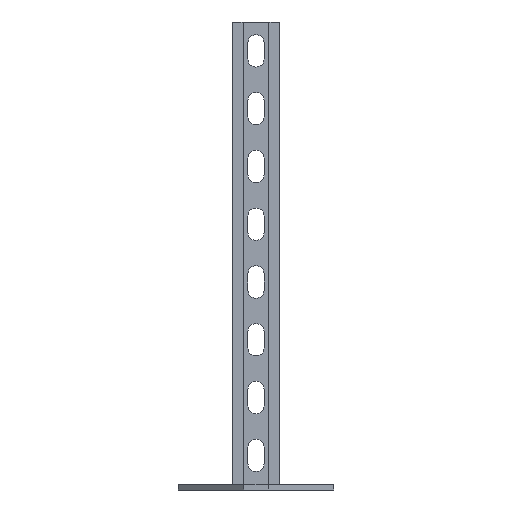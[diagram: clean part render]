
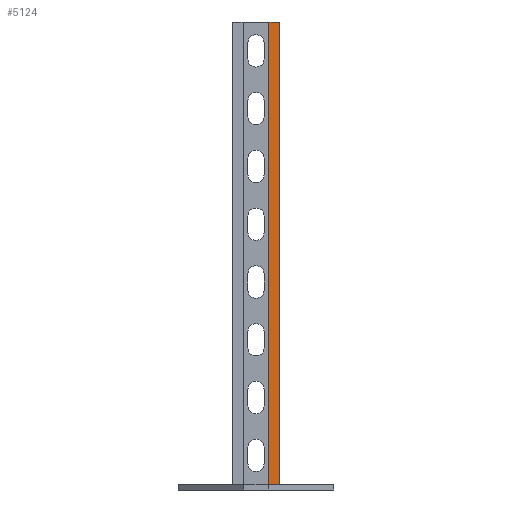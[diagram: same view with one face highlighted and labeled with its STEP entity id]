
A CAD part, front view. The second image highlights one B-rep face of the part: STEP entity #5124.
In plain terms, the highlighted face is planar.
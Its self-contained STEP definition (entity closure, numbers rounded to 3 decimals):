
#137 = VERTEX_POINT ( 'NONE', #1331 ) ;
#375 = CARTESIAN_POINT ( 'NONE',  ( -17.5, 41., 400. ) ) ;
#411 = CARTESIAN_POINT ( 'NONE',  ( -20.5, 41., 400. ) ) ;
#564 = EDGE_CURVE ( 'NONE', #3994, #591, #1895, .T. ) ;
#591 = VERTEX_POINT ( 'NONE', #725 ) ;
#619 = CARTESIAN_POINT ( 'NONE',  ( -17.5, 41., 0. ) ) ;
#662 = ORIENTED_EDGE ( 'NONE', *, *, #2528, .F. ) ;
#725 = CARTESIAN_POINT ( 'NONE',  ( -11., 41., 0. ) ) ;
#740 = CARTESIAN_POINT ( 'NONE',  ( -14., 41., 400. ) ) ;
#910 = LINE ( 'NONE', #5169, #2835 ) ;
#929 = VECTOR ( 'NONE', #5211, 1000. ) ;
#950 = DIRECTION ( 'NONE',  ( 1., 0., 0. ) ) ;
#1070 = ORIENTED_EDGE ( 'NONE', *, *, #4570, .F. ) ;
#1091 = EDGE_CURVE ( 'NONE', #5327, #137, #910, .T. ) ;
#1257 = ORIENTED_EDGE ( 'NONE', *, *, #4650, .T. ) ;
#1279 = ORIENTED_EDGE ( 'NONE', *, *, #6245, .T. ) ;
#1331 = CARTESIAN_POINT ( 'NONE',  ( -20.5, 41., 0. ) ) ;
#1617 = CARTESIAN_POINT ( 'NONE',  ( -11., 41., 400. ) ) ;
#1675 = ORIENTED_EDGE ( 'NONE', *, *, #3404, .F. ) ;
#1895 = LINE ( 'NONE', #1617, #4914 ) ;
#1911 = VERTEX_POINT ( 'NONE', #5511 ) ;
#1949 = LINE ( 'NONE', #411, #5829 ) ;
#2066 = VERTEX_POINT ( 'NONE', #6246 ) ;
#2123 = CARTESIAN_POINT ( 'NONE',  ( -14., 41., 0. ) ) ;
#2155 = CARTESIAN_POINT ( 'NONE',  ( -17.5, 41., 400. ) ) ;
#2180 = DIRECTION ( 'NONE',  ( 0., 0., -1. ) ) ;
#2216 = CARTESIAN_POINT ( 'NONE',  ( -17.5, 41., 0. ) ) ;
#2278 = DIRECTION ( 'NONE',  ( -1., 0., 0. ) ) ;
#2464 = ORIENTED_EDGE ( 'NONE', *, *, #1091, .T. ) ;
#2528 = EDGE_CURVE ( 'NONE', #1911, #2066, #5814, .T. ) ;
#2546 = LINE ( 'NONE', #2658, #929 ) ;
#2568 = EDGE_LOOP ( 'NONE', ( #1279, #2464, #4612, #662, #1070, #1257, #4760, #1675 ) ) ;
#2658 = CARTESIAN_POINT ( 'NONE',  ( -11., 41., 400. ) ) ;
#2661 = VECTOR ( 'NONE', #950, 1000. ) ;
#2751 = LINE ( 'NONE', #619, #6486 ) ;
#2835 = VECTOR ( 'NONE', #3703, 1000. ) ;
#2932 = AXIS2_PLACEMENT_3D ( 'NONE', #375, #4428, #5460 ) ;
#2933 = VECTOR ( 'NONE', #6157, 1000. ) ;
#3349 = VERTEX_POINT ( 'NONE', #740 ) ;
#3404 = EDGE_CURVE ( 'NONE', #5260, #591, #4506, .T. ) ;
#3482 = CARTESIAN_POINT ( 'NONE',  ( -17.5, 41., 0. ) ) ;
#3488 = FACE_OUTER_BOUND ( 'NONE', #2568, .T. ) ;
#3703 = DIRECTION ( 'NONE',  ( -1., 0., 0. ) ) ;
#3942 = PLANE ( 'NONE',  #2932 ) ;
#3968 = EDGE_CURVE ( 'NONE', #2066, #137, #1949, .T. ) ;
#3994 = VERTEX_POINT ( 'NONE', #4456 ) ;
#4428 = DIRECTION ( 'NONE',  ( 0., -1., 0. ) ) ;
#4456 = CARTESIAN_POINT ( 'NONE',  ( -11., 41., 400. ) ) ;
#4506 = LINE ( 'NONE', #3482, #2661 ) ;
#4570 = EDGE_CURVE ( 'NONE', #3349, #1911, #5244, .T. ) ;
#4612 = ORIENTED_EDGE ( 'NONE', *, *, #3968, .F. ) ;
#4650 = EDGE_CURVE ( 'NONE', #3349, #3994, #2546, .T. ) ;
#4747 = DIRECTION ( 'NONE',  ( -1., 0., 0. ) ) ;
#4760 = ORIENTED_EDGE ( 'NONE', *, *, #564, .T. ) ;
#4914 = VECTOR ( 'NONE', #2180, 1000. ) ;
#5124 = ADVANCED_FACE ( 'NONE', ( #3488 ), #3942, .F. ) ;
#5169 = CARTESIAN_POINT ( 'NONE',  ( -20.5, 41., 0. ) ) ;
#5211 = DIRECTION ( 'NONE',  ( 1., 0., 0. ) ) ;
#5244 = LINE ( 'NONE', #2155, #2933 ) ;
#5260 = VERTEX_POINT ( 'NONE', #2123 ) ;
#5327 = VERTEX_POINT ( 'NONE', #2216 ) ;
#5460 = DIRECTION ( 'NONE',  ( 1., 0., 0. ) ) ;
#5511 = CARTESIAN_POINT ( 'NONE',  ( -17.5, 41., 400. ) ) ;
#5652 = VECTOR ( 'NONE', #2278, 1000. ) ;
#5814 = LINE ( 'NONE', #6381, #5652 ) ;
#5829 = VECTOR ( 'NONE', #5976, 1000. ) ;
#5976 = DIRECTION ( 'NONE',  ( 0., 0., -1. ) ) ;
#6157 = DIRECTION ( 'NONE',  ( -1., 0., 0. ) ) ;
#6245 = EDGE_CURVE ( 'NONE', #5260, #5327, #2751, .T. ) ;
#6246 = CARTESIAN_POINT ( 'NONE',  ( -20.5, 41., 400. ) ) ;
#6381 = CARTESIAN_POINT ( 'NONE',  ( -17.5, 41., 400. ) ) ;
#6486 = VECTOR ( 'NONE', #4747, 1000. ) ;
